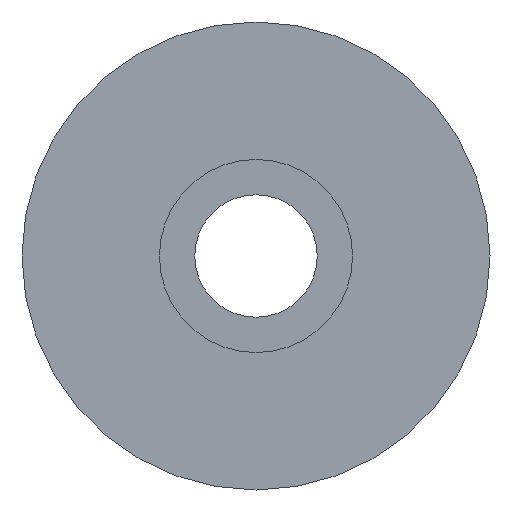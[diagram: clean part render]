
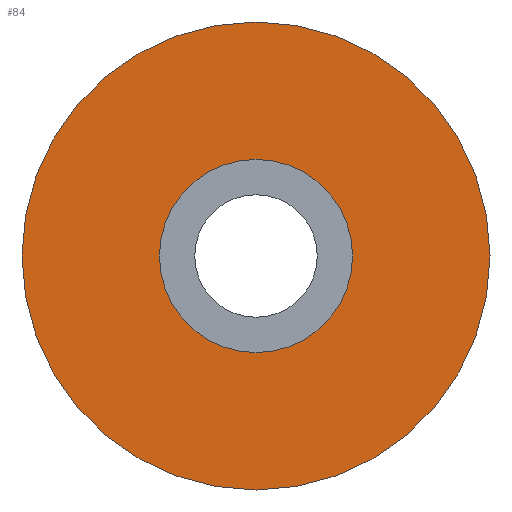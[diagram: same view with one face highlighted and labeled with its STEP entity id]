
A CAD part, front view. The second image highlights one B-rep face of the part: STEP entity #84.
In plain terms, the highlighted planar face has unit normal (0, -1, 0).
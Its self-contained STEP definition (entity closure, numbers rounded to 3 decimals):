
#13 = VERTEX_POINT ( 'NONE', #245 ) ;
#19 = VERTEX_POINT ( 'NONE', #276 ) ;
#20 = VERTEX_POINT ( 'NONE', #277 ) ;
#31 = CARTESIAN_POINT ( 'NONE',  ( 0., 0., 3.35 ) ) ;
#57 = CIRCLE ( 'NONE', #189, 8.115 ) ;
#62 = ORIENTED_EDGE ( 'NONE', *, *, #195, .T. ) ;
#63 = ORIENTED_EDGE ( 'NONE', *, *, #190, .F. ) ;
#64 = ORIENTED_EDGE ( 'NONE', *, *, #199, .F. ) ;
#76 = EDGE_LOOP ( 'NONE', ( #63, #64 ) ) ;
#83 = ORIENTED_EDGE ( 'NONE', *, *, #203, .T. ) ;
#84 = ADVANCED_FACE ( 'NONE', ( #128, #127 ), #248, .F. ) ;
#90 = CARTESIAN_POINT ( 'NONE',  ( 0., 0., 0. ) ) ;
#91 = DIRECTION ( 'NONE',  ( 0., 1., 0. ) ) ;
#92 = DIRECTION ( 'NONE',  ( 0., 0., 1. ) ) ;
#96 = CIRCLE ( 'NONE', #183, 3.35 ) ;
#99 = CIRCLE ( 'NONE', #221, 8.115 ) ;
#104 = CARTESIAN_POINT ( 'NONE',  ( 0., 0., 0. ) ) ;
#105 = DIRECTION ( 'NONE',  ( 0., 1., 0. ) ) ;
#120 = DIRECTION ( 'NONE',  ( 0., 1., 0. ) ) ;
#127 = FACE_OUTER_BOUND ( 'NONE', #76, .T. ) ;
#128 = FACE_BOUND ( 'NONE', #150, .T. ) ;
#139 = CARTESIAN_POINT ( 'NONE',  ( 0., 0., 0. ) ) ;
#140 = DIRECTION ( 'NONE',  ( 0., 1., 0. ) ) ;
#141 = DIRECTION ( 'NONE',  ( 0., 0., 1. ) ) ;
#150 = EDGE_LOOP ( 'NONE', ( #83, #62 ) ) ;
#157 = CIRCLE ( 'NONE', #219, 3.35 ) ;
#169 = DIRECTION ( 'NONE',  ( 0., 0., 1. ) ) ;
#183 = AXIS2_PLACEMENT_3D ( 'NONE', #241, #120, #287 ) ;
#189 = AXIS2_PLACEMENT_3D ( 'NONE', #90, #91, #92 ) ;
#190 = EDGE_CURVE ( 'NONE', #20, #19, #57, .T. ) ;
#195 = EDGE_CURVE ( 'NONE', #13, #274, #96, .T. ) ;
#199 = EDGE_CURVE ( 'NONE', #19, #20, #99, .T. ) ;
#203 = EDGE_CURVE ( 'NONE', #274, #13, #157, .T. ) ;
#219 = AXIS2_PLACEMENT_3D ( 'NONE', #139, #140, #141 ) ;
#221 = AXIS2_PLACEMENT_3D ( 'NONE', #104, #105, #169 ) ;
#234 = AXIS2_PLACEMENT_3D ( 'NONE', #247, #250, #251 ) ;
#241 = CARTESIAN_POINT ( 'NONE',  ( 0., 0., 0. ) ) ;
#245 = CARTESIAN_POINT ( 'NONE',  ( 0., 0., -3.35 ) ) ;
#247 = CARTESIAN_POINT ( 'NONE',  ( 0., 0., 0. ) ) ;
#248 = PLANE ( 'NONE',  #234 ) ;
#250 = DIRECTION ( 'NONE',  ( 0., 1., 0. ) ) ;
#251 = DIRECTION ( 'NONE',  ( 0., 0., 1. ) ) ;
#274 = VERTEX_POINT ( 'NONE', #31 ) ;
#276 = CARTESIAN_POINT ( 'NONE',  ( 0., 0., 8.115 ) ) ;
#277 = CARTESIAN_POINT ( 'NONE',  ( 0., 0., -8.115 ) ) ;
#287 = DIRECTION ( 'NONE',  ( 0., 0., 1. ) ) ;
